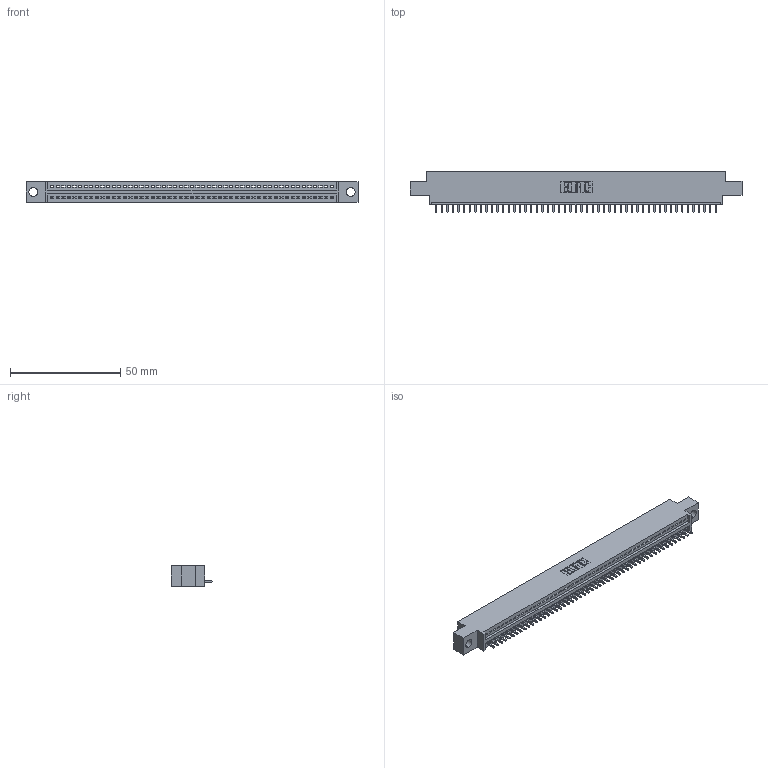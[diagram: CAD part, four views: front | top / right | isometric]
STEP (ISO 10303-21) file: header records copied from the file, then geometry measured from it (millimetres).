
FILE_DESCRIPTION (( 'STEP AP203' ), '1' );
FILE_NAME ('345-051-521-604.STEP', '2018-09-22T16:48:21', ( '' ), ( '' ), 'SwSTEP 2.0', 'SolidWorks 2016', '' );
FILE_SCHEMA (( 'CONFIG_CONTROL_DESIGN' ));
Length unit declared in the file: inch
Products named in the file (3): 345 Part_0.170 Offset - 0.156 Dia-TH; 345-292-001_345-293-121; 345-051-521-604
Assembly tree (52 placements, depth 2):
  345-051-521-604
    345 Part_0.170 Offset - 0.156 Dia-TH
    345-292-001_345-293-121  x51
Bounding box: 150.75 x 18.72 x 9.4 mm (x, y, z)
Volume: 14045.7 mm3; surface area: 18155.6 mm2
Topology: 52 solids, 52 shells, 3088 faces, 9329 edges, 6150 vertices
Faces by surface type: plane 2124, cylinder 964
Entity records: 37325 total; most frequent: CARTESIAN_POINT 6473, ORIENTED_EDGE 6458, DIRECTION 5639, EDGE_CURVE 3229, LINE 2893, VECTOR 2893, VERTEX_POINT 2150, AXIS2_PLACEMENT_3D 1373
